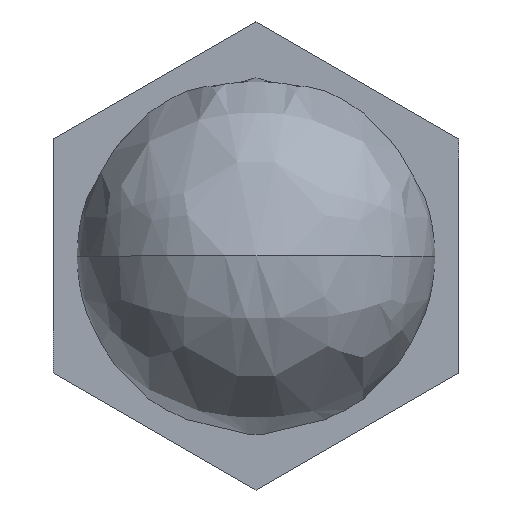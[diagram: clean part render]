
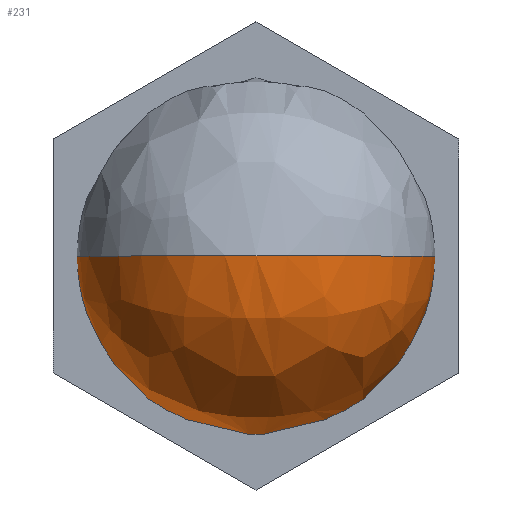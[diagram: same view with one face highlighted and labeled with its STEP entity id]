
A CAD part, front view. The second image highlights one B-rep face of the part: STEP entity #231.
In plain terms, the highlighted free-form (B-spline) face has degree [3, 3] with [4, 7] control points.
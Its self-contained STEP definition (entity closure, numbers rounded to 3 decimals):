
#6 = VERTEX_POINT ( 'NONE', #316 ) ;
#9 = CARTESIAN_POINT ( 'NONE',  ( 7.5, -7.5, 0. ) ) ;
#10 = CARTESIAN_POINT ( 'NONE',  ( 7.5, 7.5, 0. ) ) ;
#11 = CIRCLE ( 'NONE', #65, 7.5 ) ;
#15 = VERTEX_POINT ( 'NONE', #218 ) ;
#21 = DIRECTION ( 'NONE',  ( 1., 0., 0. ) ) ;
#57 = CARTESIAN_POINT ( 'NONE',  ( -7.5, -7.5, 0. ) ) ;
#63 = CARTESIAN_POINT ( 'NONE',  ( -7.5, 7.5, 0. ) ) ;
#65 = AXIS2_PLACEMENT_3D ( 'NONE', #451, #248, #21 ) ;
#81 = CARTESIAN_POINT ( 'NONE',  ( 0., 12., -6. ) ) ;
#86 = CIRCLE ( 'NONE', #609, 7.5 ) ;
#110 = CARTESIAN_POINT ( 'NONE',  ( -7.5, 22.664, -8.568 ) ) ;
#111 = CARTESIAN_POINT ( 'NONE',  ( 7.5, 7.5, 0. ) ) ;
#119 = CIRCLE ( 'NONE', #219, 6. ) ;
#124 = DIRECTION ( 'NONE',  ( 0., 1., 0. ) ) ;
#143 = DIRECTION ( 'NONE',  ( 0., 1., 0. ) ) ;
#145 = CARTESIAN_POINT ( 'NONE',  ( -7.5, 7.5, 0. ) ) ;
#150 = CARTESIAN_POINT ( 'NONE',  ( -7.5, 22.497, 0.283 ) ) ;
#161 = AXIS2_PLACEMENT_3D ( 'NONE', #414, #180, #606 ) ;
#171 = DIRECTION ( 'NONE',  ( 0., 0., 1. ) ) ;
#180 = DIRECTION ( 'NONE',  ( 0., 0., -1. ) ) ;
#187 =( BOUNDED_SURFACE ( )  B_SPLINE_SURFACE ( 3, 3, ( 
 ( #296, #487, #532, #382, #111, #196, #10 ),
 ( #9, #620, #534, #244, #524, #344, #247 ),
 ( #57, #583, #438, #294, #389, #110, #150 ),
 ( #490, #345, #145, #63, #485, #239, #578 ) ),
 .UNSPECIFIED., .F., .F., .T. ) 
 B_SPLINE_SURFACE_WITH_KNOTS ( ( 4, 4 ),
 ( 4, 3, 4 ),
 ( 0., 1. ),
 ( 0., 0.5, 1. ),
 .UNSPECIFIED. ) 
 GEOMETRIC_REPRESENTATION_ITEM ( )  RATIONAL_B_SPLINE_SURFACE ( (
 ( 1., 0.803, 0.803, 1., 0.803, 0.803, 1.),
 ( 0.333, 0.268, 0.268, 0.333, 0.268, 0.268, 0.333),
 ( 0.333, 0.268, 0.268, 0.333, 0.268, 0.268, 0.333),
 ( 1., 0.803, 0.803, 1., 0.803, 0.803, 1.) ) ) 
 REPRESENTATION_ITEM ( '' )  SURFACE ( )  );
#196 = CARTESIAN_POINT ( 'NONE',  ( 7.5, 7.5, 0. ) ) ;
#215 = CIRCLE ( 'NONE', #161, 7.5 ) ;
#218 = CARTESIAN_POINT ( 'NONE',  ( -6., 12., 0. ) ) ;
#219 = AXIS2_PLACEMENT_3D ( 'NONE', #402, #124, #171 ) ;
#231 = ADVANCED_FACE ( 'NONE', ( #367 ), #187, .T. ) ;
#239 = CARTESIAN_POINT ( 'NONE',  ( -7.5, 7.5, 0. ) ) ;
#244 = CARTESIAN_POINT ( 'NONE',  ( 7.5, 7.641, -14.999 ) ) ;
#247 = CARTESIAN_POINT ( 'NONE',  ( 7.5, 22.497, 0.283 ) ) ;
#248 = DIRECTION ( 'NONE',  ( 0., 0., 1. ) ) ;
#256 = CIRCLE ( 'NONE', #598, 6. ) ;
#258 = ORIENTED_EDGE ( 'NONE', *, *, #559, .T. ) ;
#292 = ORIENTED_EDGE ( 'NONE', *, *, #457, .F. ) ;
#294 = CARTESIAN_POINT ( 'NONE',  ( -7.5, 7.641, -14.999 ) ) ;
#296 = CARTESIAN_POINT ( 'NONE',  ( 7.5, 7.5, 0. ) ) ;
#311 = DIRECTION ( 'NONE',  ( 1., 0., 0. ) ) ;
#316 = CARTESIAN_POINT ( 'NONE',  ( 7.5, 7.5, 0. ) ) ;
#327 = CARTESIAN_POINT ( 'NONE',  ( -7.5, 7.5, 0. ) ) ;
#335 = EDGE_CURVE ( 'NONE', #15, #600, #11, .T. ) ;
#344 = CARTESIAN_POINT ( 'NONE',  ( 7.5, 22.664, -8.568 ) ) ;
#345 = CARTESIAN_POINT ( 'NONE',  ( -7.5, 7.5, 0. ) ) ;
#367 = FACE_OUTER_BOUND ( 'NONE', #455, .T. ) ;
#381 = CARTESIAN_POINT ( 'NONE',  ( 6., 12., 0. ) ) ;
#382 = CARTESIAN_POINT ( 'NONE',  ( 7.5, 7.5, 0. ) ) ;
#389 = CARTESIAN_POINT ( 'NONE',  ( -7.5, 16.494, -14.916 ) ) ;
#390 = EDGE_CURVE ( 'NONE', #601, #462, #119, .T. ) ;
#393 = ORIENTED_EDGE ( 'NONE', *, *, #390, .F. ) ;
#402 = CARTESIAN_POINT ( 'NONE',  ( 0., 12., 0. ) ) ;
#403 = DIRECTION ( 'NONE',  ( 0., 0., 1. ) ) ;
#414 = CARTESIAN_POINT ( 'NONE',  ( 0., 7.5, 0. ) ) ;
#438 = CARTESIAN_POINT ( 'NONE',  ( -7.5, -1.211, -15.083 ) ) ;
#450 = ORIENTED_EDGE ( 'NONE', *, *, #335, .F. ) ;
#451 = CARTESIAN_POINT ( 'NONE',  ( 0., 7.5, 0. ) ) ;
#455 = EDGE_LOOP ( 'NONE', ( #292, #258, #450, #456, #393 ) ) ;
#456 = ORIENTED_EDGE ( 'NONE', *, *, #584, .F. ) ;
#457 = EDGE_CURVE ( 'NONE', #6, #601, #86, .T. ) ;
#462 = VERTEX_POINT ( 'NONE', #81 ) ;
#480 = DIRECTION ( 'NONE',  ( 0., 0., 1. ) ) ;
#485 = CARTESIAN_POINT ( 'NONE',  ( -7.5, 7.5, 0. ) ) ;
#487 = CARTESIAN_POINT ( 'NONE',  ( 7.5, 7.5, 0. ) ) ;
#490 = CARTESIAN_POINT ( 'NONE',  ( -7.5, 7.5, 0. ) ) ;
#524 = CARTESIAN_POINT ( 'NONE',  ( 7.5, 16.494, -14.916 ) ) ;
#532 = CARTESIAN_POINT ( 'NONE',  ( 7.5, 7.5, 0. ) ) ;
#534 = CARTESIAN_POINT ( 'NONE',  ( 7.5, -1.211, -15.083 ) ) ;
#559 = EDGE_CURVE ( 'NONE', #6, #600, #215, .T. ) ;
#570 = CARTESIAN_POINT ( 'NONE',  ( 0., 12., 0. ) ) ;
#578 = CARTESIAN_POINT ( 'NONE',  ( -7.5, 7.5, 0. ) ) ;
#583 = CARTESIAN_POINT ( 'NONE',  ( -7.5, -7.5, -8.853 ) ) ;
#584 = EDGE_CURVE ( 'NONE', #462, #15, #256, .T. ) ;
#598 = AXIS2_PLACEMENT_3D ( 'NONE', #570, #143, #480 ) ;
#599 = CARTESIAN_POINT ( 'NONE',  ( 0., 7.5, 0. ) ) ;
#600 = VERTEX_POINT ( 'NONE', #327 ) ;
#601 = VERTEX_POINT ( 'NONE', #381 ) ;
#606 = DIRECTION ( 'NONE',  ( 1., 0., 0. ) ) ;
#609 = AXIS2_PLACEMENT_3D ( 'NONE', #599, #403, #311 ) ;
#620 = CARTESIAN_POINT ( 'NONE',  ( 7.5, -7.5, -8.853 ) ) ;
